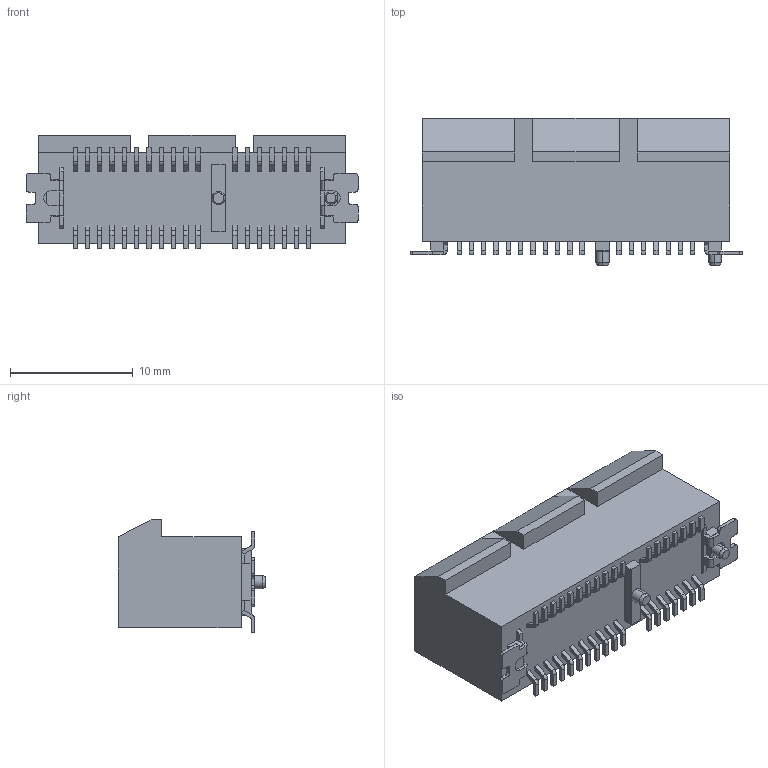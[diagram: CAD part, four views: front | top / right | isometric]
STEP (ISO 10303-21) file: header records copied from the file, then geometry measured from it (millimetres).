
FILE_DESCRIPTION (( 'STEP AP214' ), '1' );
FILE_NAME ('10061913-100ALF.STEP', '2022-04-18T11:15:40', ( '' ), ( '' ), 'SwSTEP 2.0', 'SolidWorks 2017', '' );
FILE_SCHEMA (( 'AUTOMOTIVE_DESIGN' ));
Length unit declared in the file: millimetre
Products named in the file (1): 10061913-100ALF
Bounding box: 27 x 12 x 9.2 mm (x, y, z)
Volume: 1676 mm3; surface area: 1616.3 mm2
Topology: 39 solids, 39 shells, 510 faces, 1239 edges, 810 vertices
Faces by surface type: plane 404, cylinder 102, cone 4
Entity records: 15131 total; most frequent: CARTESIAN_POINT 2560, ORIENTED_EDGE 2478, DIRECTION 2469, EDGE_CURVE 1239, VECTOR 1031, LINE 1031, VERTEX_POINT 810, AXIS2_PLACEMENT_3D 719
